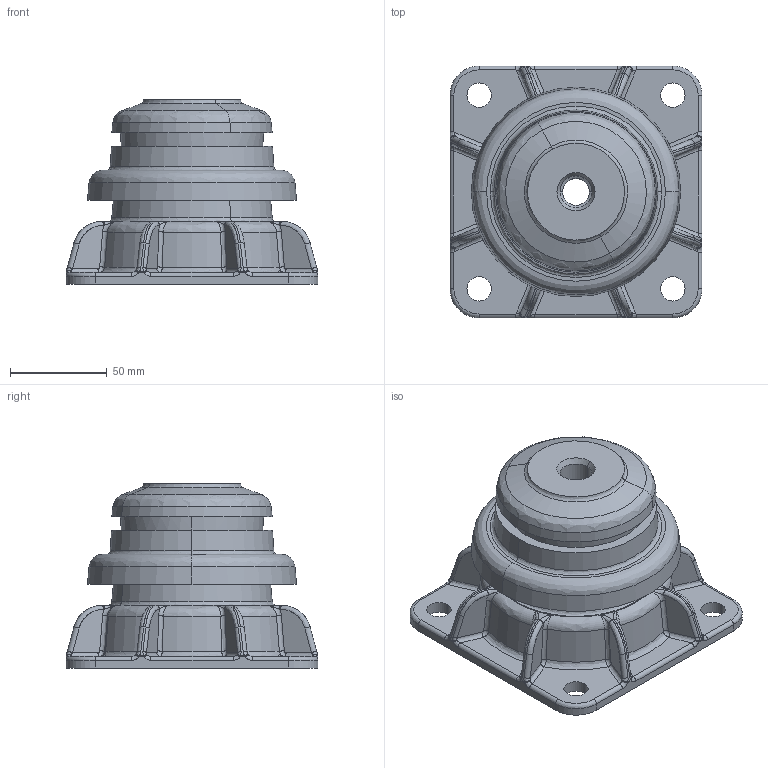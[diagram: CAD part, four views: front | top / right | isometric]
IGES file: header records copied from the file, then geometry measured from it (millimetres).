
Start section: START RECORD GO HERE.
Global section: file name: V118D-G-AMORTISSEUR.igs; native system: DASSAULT SYSTEMES CATIA Version 5-6 Release 2019 - www.3ds.com; preprocessor: V5-6R2019_5.29.4.0.01-31-2020.22.00; author: A0H03063; organization: SD6; date: 20230404.141922; units: millimetre
Bounding box: 130 x 130 x 95 mm (x, y, z)
Surface area: 111438.6 mm2 (no closed solid volume)
Topology: 0 solids, 0 shells, 426 faces, 2006 edges, 2006 vertices
Faces by surface type: revolution 251, bspline 112, plane 63
